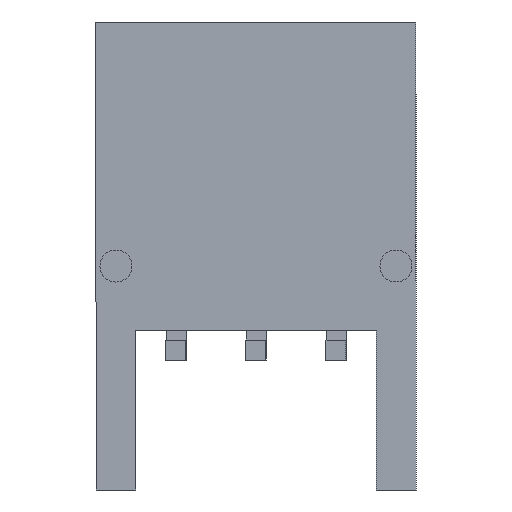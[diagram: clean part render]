
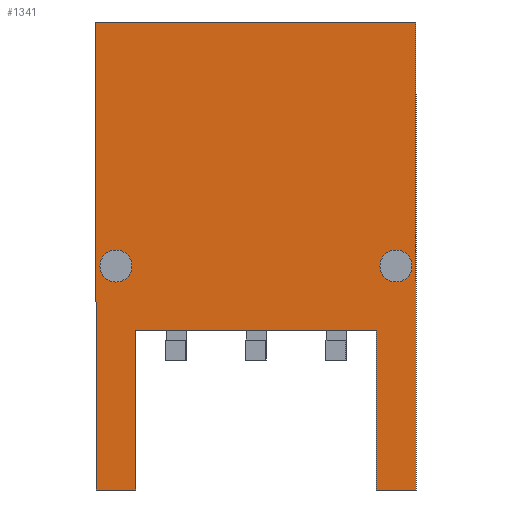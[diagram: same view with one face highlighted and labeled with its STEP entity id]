
A CAD part, front view. The second image highlights one B-rep face of the part: STEP entity #1341.
In plain terms, the highlighted planar face has unit normal (0, -1, 0).
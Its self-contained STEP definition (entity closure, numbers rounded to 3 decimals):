
#16=CIRCLE('',#1427,0.4);
#17=CIRCLE('',#1428,0.4);
#24=FACE_BOUND('',#113,.T.);
#25=FACE_BOUND('',#114,.T.);
#37=FACE_OUTER_BOUND('',#112,.T.);
#112=EDGE_LOOP('',(#906,#907,#908,#909,#910,#911,#912,#913));
#113=EDGE_LOOP('',(#914));
#114=EDGE_LOOP('',(#915));
#191=LINE('',#1847,#367);
#217=LINE('',#1899,#393);
#232=LINE('',#1929,#408);
#239=LINE('',#1943,#415);
#240=LINE('',#1944,#416);
#241=LINE('',#1946,#417);
#242=LINE('',#1948,#418);
#243=LINE('',#1949,#419);
#367=VECTOR('',#1512,1000.);
#393=VECTOR('',#1546,1000.);
#408=VECTOR('',#1563,1000.);
#415=VECTOR('',#1572,1000.);
#416=VECTOR('',#1573,1000.);
#417=VECTOR('',#1574,1000.);
#418=VECTOR('',#1575,1000.);
#419=VECTOR('',#1576,1000.);
#541=VERTEX_POINT('',#1844);
#542=VERTEX_POINT('',#1846);
#563=VERTEX_POINT('',#1896);
#564=VERTEX_POINT('',#1898);
#578=VERTEX_POINT('',#1928);
#584=VERTEX_POINT('',#1942);
#585=VERTEX_POINT('',#1945);
#586=VERTEX_POINT('',#1947);
#587=VERTEX_POINT('',#1950);
#588=VERTEX_POINT('',#1952);
#663=EDGE_CURVE('',#541,#542,#191,.T.);
#689=EDGE_CURVE('',#564,#563,#217,.T.);
#704=EDGE_CURVE('',#578,#542,#232,.T.);
#711=EDGE_CURVE('',#584,#541,#239,.T.);
#712=EDGE_CURVE('',#564,#584,#240,.T.);
#713=EDGE_CURVE('',#563,#585,#241,.T.);
#714=EDGE_CURVE('',#586,#585,#242,.T.);
#715=EDGE_CURVE('',#586,#578,#243,.T.);
#716=EDGE_CURVE('',#587,#587,#16,.T.);
#717=EDGE_CURVE('',#588,#588,#17,.T.);
#906=ORIENTED_EDGE('',*,*,#704,.T.);
#907=ORIENTED_EDGE('',*,*,#663,.F.);
#908=ORIENTED_EDGE('',*,*,#711,.F.);
#909=ORIENTED_EDGE('',*,*,#712,.F.);
#910=ORIENTED_EDGE('',*,*,#689,.T.);
#911=ORIENTED_EDGE('',*,*,#713,.T.);
#912=ORIENTED_EDGE('',*,*,#714,.F.);
#913=ORIENTED_EDGE('',*,*,#715,.T.);
#914=ORIENTED_EDGE('',*,*,#716,.F.);
#915=ORIENTED_EDGE('',*,*,#717,.F.);
#1200=PLANE('',#1426);
#1341=ADVANCED_FACE('',(#37,#24,#25),#1200,.T.);
#1426=AXIS2_PLACEMENT_3D('',#1941,#1570,#1571);
#1427=AXIS2_PLACEMENT_3D('',#1951,#1577,#1578);
#1428=AXIS2_PLACEMENT_3D('',#1953,#1579,#1580);
#1512=DIRECTION('',(0.,0.,1.));
#1546=DIRECTION('',(1.,0.,0.));
#1563=DIRECTION('',(-1.,0.,0.));
#1570=DIRECTION('center_axis',(0.,-1.,0.));
#1571=DIRECTION('ref_axis',(0.,0.,
1.));
#1572=DIRECTION('',(-1.,0.,0.));
#1573=DIRECTION('',(0.,0.,-1.));
#1574=DIRECTION('',(0.,0.,-1.));
#1575=DIRECTION('',(-1.,0.,0.));
#1576=DIRECTION('',(0.,0.,1.));
#1577=DIRECTION('center_axis',(0.,-1.,0.));
#1578=DIRECTION('ref_axis',(0.,0.,1.));
#1579=DIRECTION('center_axis',(0.,-1.,0.));
#1580=DIRECTION('ref_axis',(0.,0.,
1.));
#1844=CARTESIAN_POINT('',(-8.,0.,-11.7));
#1846=CARTESIAN_POINT('',(-8.,0.,0.));
#1847=CARTESIAN_POINT('',(-8.,0.,0.));
#1896=CARTESIAN_POINT('',(-1.,0.,-7.7));
#1898=CARTESIAN_POINT('',(-7.004,0.,-7.7));
#1899=CARTESIAN_POINT('',(-7.004,0.,-7.7));
#1928=CARTESIAN_POINT('',(0.,0.,0.));
#1929=CARTESIAN_POINT('',(0.,0.,0.));
#1941=CARTESIAN_POINT('Origin',(0.,0.,0.));
#1942=CARTESIAN_POINT('',(-7.004,0.,-11.7));
#1943=CARTESIAN_POINT('',(0.,0.,-11.7));
#1944=CARTESIAN_POINT('',(-7.004,0.,-7.7));
#1945=CARTESIAN_POINT('',(-1.,0.,-11.7));
#1946=CARTESIAN_POINT('',(-1.,0.,-7.7));
#1947=CARTESIAN_POINT('',(0.,0.,-11.7));
#1948=CARTESIAN_POINT('',(0.,0.,-11.7));
#1949=CARTESIAN_POINT('',(0.,0.,0.));
#1950=CARTESIAN_POINT('',(-0.5,0.,-5.7));
#1951=CARTESIAN_POINT('Origin',(-0.5,0.,
-6.1));
#1952=CARTESIAN_POINT('',(-7.5,0.,-5.7));
#1953=CARTESIAN_POINT('Origin',(-7.5,0.,
-6.1));
